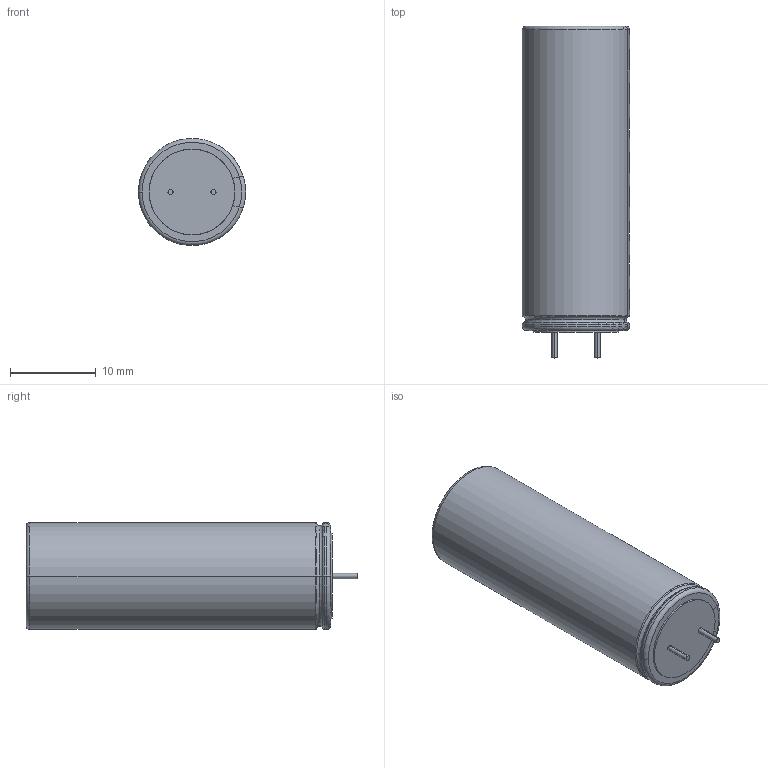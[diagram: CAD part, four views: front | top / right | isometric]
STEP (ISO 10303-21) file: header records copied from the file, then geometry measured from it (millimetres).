
FILE_DESCRIPTION (( 'STEP AP214' ), '1' );
FILE_NAME ('CAP ALTH D-12.5MM L-5.0MM H-35.5MM.STEP', '2017-01-07T06:38:43', ( '' ), ( '' ), 'SwSTEP 2.0', 'SolidWorks 2016', '' );
FILE_SCHEMA (( 'AUTOMOTIVE_DESIGN' ));
Length unit declared in the file: millimetre
Products named in the file (1): CAP ALTH D-12.5MM L-5.0MM H-35.5MM
Bounding box: 12.5 x 38.7 x 12.47 mm (x, y, z)
Volume: 4358.9 mm3; surface area: 1654.7 mm2
Topology: 1 solids, 1 shells, 58 faces, 157 edges, 119 vertices
Faces by surface type: cylinder 32, torus 18, plane 8
Entity records: 2669 total; most frequent: CARTESIAN_POINT 797, ORIENTED_EDGE 314, DIRECTION 286, EDGE_CURVE 157, VERTEX_POINT 119, AXIS2_PLACEMENT_3D 116, EDGE_LOOP 76, FACE_OUTER_BOUND 58
